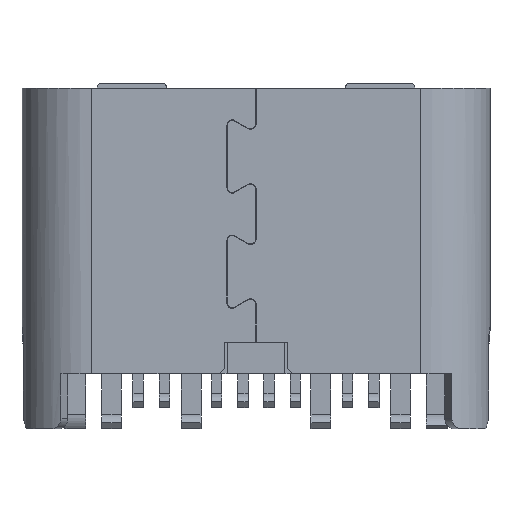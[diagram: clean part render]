
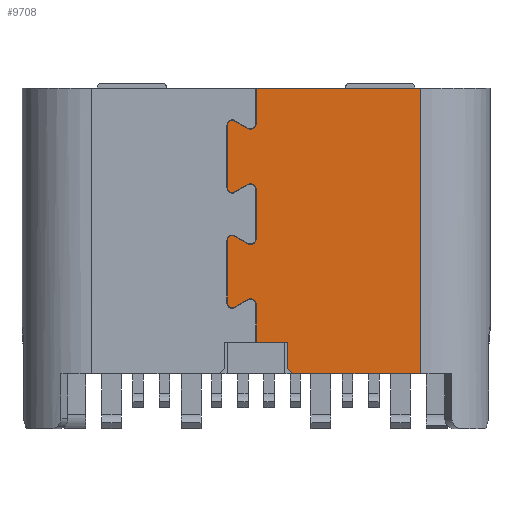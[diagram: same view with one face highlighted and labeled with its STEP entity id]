
A CAD part, front view. The second image highlights one B-rep face of the part: STEP entity #9708.
In plain terms, the highlighted planar face has unit normal (0, -1, 0).
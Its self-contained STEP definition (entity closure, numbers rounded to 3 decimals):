
#27=DIRECTION('',(0.,0.,-1.));
#28=VECTOR('',#27,0.721);
#29=CARTESIAN_POINT('',(0.005,-1.58,0.321));
#30=LINE('',#29,#28);
#39=CARTESIAN_POINT('',(-0.105,-1.58,0.321));
#40=DIRECTION('',(0.,-1.,0.));
#41=DIRECTION('',(1.,0.,0.));
#42=AXIS2_PLACEMENT_3D('',#39,#40,#41);
#44=DIRECTION('',(-0.866,0.,-0.5));
#45=VECTOR('',#44,0.289);
#46=CARTESIAN_POINT('',(-0.16,-1.58,0.416));
#47=LINE('',#46,#45);
#48=CARTESIAN_POINT('',(-0.455,-1.58,0.35));
#49=DIRECTION('',(0.,1.,0.));
#50=DIRECTION('',(0.5,0.,-0.866));
#51=AXIS2_PLACEMENT_3D('',#48,#49,#50);
#53=CARTESIAN_POINT('',(-0.455,-1.58,0.35));
#54=DIRECTION('',(0.,1.,0.));
#55=DIRECTION('',(0.,0.,-1.));
#56=AXIS2_PLACEMENT_3D('',#53,#54,#55);
#58=CARTESIAN_POINT('',(-0.455,-1.58,1.55));
#59=DIRECTION('',(0.,1.,0.));
#60=DIRECTION('',(-1.,0.,0.));
#61=AXIS2_PLACEMENT_3D('',#58,#59,#60);
#63=DIRECTION('',(0.866,0.,-0.5));
#64=VECTOR('',#63,0.289);
#65=CARTESIAN_POINT('',(-0.41,-1.58,1.628));
#66=LINE('',#65,#64);
#67=CARTESIAN_POINT('',(-0.105,-1.58,1.579));
#68=DIRECTION('',(0.,-1.,0.));
#69=DIRECTION('',(-0.5,0.,-0.866));
#70=AXIS2_PLACEMENT_3D('',#67,#68,#69);
#72=CARTESIAN_POINT('',(-0.105,-1.58,1.579));
#73=DIRECTION('',(0.,-1.,0.));
#74=DIRECTION('',(0.,0.,-1.));
#75=AXIS2_PLACEMENT_3D('',#72,#73,#74);
#77=CARTESIAN_POINT('',(-0.105,-1.58,2.521));
#78=DIRECTION('',(0.,-1.,0.));
#79=DIRECTION('',(1.,0.,0.));
#80=AXIS2_PLACEMENT_3D('',#77,#78,#79);
#82=DIRECTION('',(-0.866,0.,-0.5));
#83=VECTOR('',#82,0.289);
#84=CARTESIAN_POINT('',(-0.16,-1.58,2.616));
#85=LINE('',#84,#83);
#86=CARTESIAN_POINT('',(-0.455,-1.58,2.55));
#87=DIRECTION('',(0.,1.,0.));
#88=DIRECTION('',(0.5,0.,-0.866));
#89=AXIS2_PLACEMENT_3D('',#86,#87,#88);
#91=CARTESIAN_POINT('',(-0.455,-1.58,2.55));
#92=DIRECTION('',(0.,1.,0.));
#93=DIRECTION('',(0.,0.,-1.));
#94=AXIS2_PLACEMENT_3D('',#91,#92,#93);
#96=CARTESIAN_POINT('',(-0.455,-1.58,3.75));
#97=DIRECTION('',(0.,1.,0.));
#98=DIRECTION('',(-1.,0.,0.));
#99=AXIS2_PLACEMENT_3D('',#96,#97,#98);
#101=DIRECTION('',(0.866,0.,-0.5));
#102=VECTOR('',#101,0.289);
#103=CARTESIAN_POINT('',(-0.41,-1.58,3.828));
#104=LINE('',#103,#102);
#105=CARTESIAN_POINT('',(-0.105,-1.58,3.779));
#106=DIRECTION('',(0.,-1.,0.));
#107=DIRECTION('',(-0.5,0.,-0.866));
#108=AXIS2_PLACEMENT_3D('',#105,#106,#107);
#110=CARTESIAN_POINT('',(-0.105,-1.58,3.779));
#111=DIRECTION('',(0.,-1.,0.));
#112=DIRECTION('',(0.,0.,-1.));
#113=AXIS2_PLACEMENT_3D('',#110,#111,#112);
#115=DIRECTION('',(0.,0.,1.));
#116=VECTOR('',#115,0.671);
#117=CARTESIAN_POINT('',(0.005,-1.58,3.779));
#118=LINE('',#117,#116);
#119=DIRECTION('',(1.,0.,0.));
#120=VECTOR('',#119,3.135);
#121=CARTESIAN_POINT('',(0.005,-1.58,4.45));
#122=LINE('',#121,#120);
#123=DIRECTION('',(0.,0.,1.));
#124=VECTOR('',#123,0.9);
#125=CARTESIAN_POINT('',(3.14,-1.58,-1.));
#126=LINE('',#125,#124);
#127=DIRECTION('',(-1.,0.,0.));
#128=VECTOR('',#127,2.44);
#129=CARTESIAN_POINT('',(3.14,-1.58,-1.));
#130=LINE('',#129,#128);
#131=DIRECTION('',(0.707,0.,-0.707));
#132=VECTOR('',#131,0.141);
#133=CARTESIAN_POINT('',(0.6,-1.58,-0.9));
#134=LINE('',#133,#132);
#135=DIRECTION('',(-1.,0.,0.));
#136=VECTOR('',#135,0.595);
#137=CARTESIAN_POINT('',(0.6,-1.58,-0.4));
#138=LINE('',#137,#136);
#419=DIRECTION('',(0.,0.,-1.));
#420=VECTOR('',#419,0.5);
#421=CARTESIAN_POINT('',(0.6,-1.58,-0.4));
#422=LINE('',#421,#420);
#2071=DIRECTION('',(0.,0.,1.));
#2072=VECTOR('',#2071,1.2);
#2073=CARTESIAN_POINT('',(-0.545,-1.58,2.55));
#2074=LINE('',#2073,#2072);
#2099=DIRECTION('',(0.,0.,1.));
#2100=VECTOR('',#2099,0.942);
#2101=CARTESIAN_POINT('',(0.005,-1.58,1.579));
#2102=LINE('',#2101,#2100);
#2127=DIRECTION('',(0.,0.,1.));
#2128=VECTOR('',#2127,1.2);
#2129=CARTESIAN_POINT('',(-0.545,-1.58,0.35));
#2130=LINE('',#2129,#2128);
#2762=DIRECTION('',(0.,0.,1.));
#2763=VECTOR('',#2762,4.55);
#2764=CARTESIAN_POINT('',(3.14,-1.58,-0.1));
#2765=LINE('',#2764,#2763);
#7477=CARTESIAN_POINT('',(3.14,-1.58,4.45));
#7478=VERTEX_POINT('',#7477);
#7479=CARTESIAN_POINT('',(0.005,-1.58,4.45));
#7480=VERTEX_POINT('',#7479);
#7561=CARTESIAN_POINT('',(-0.41,-1.58,3.828));
#7562=VERTEX_POINT('',#7561);
#7563=CARTESIAN_POINT('',(-0.545,-1.58,3.75));
#7564=VERTEX_POINT('',#7563);
#7565=CARTESIAN_POINT('',(-0.16,-1.58,3.684));
#7566=VERTEX_POINT('',#7565);
#7567=CARTESIAN_POINT('',(-0.105,-1.58,3.669));
#7568=VERTEX_POINT('',#7567);
#7569=CARTESIAN_POINT('',(0.005,-1.58,3.779));
#7570=VERTEX_POINT('',#7569);
#7571=CARTESIAN_POINT('',(-0.545,-1.58,2.55));
#7572=VERTEX_POINT('',#7571);
#7573=CARTESIAN_POINT('',(-0.455,-1.58,2.46));
#7574=VERTEX_POINT('',#7573);
#7575=CARTESIAN_POINT('',(-0.41,-1.58,2.472));
#7576=VERTEX_POINT('',#7575);
#7577=CARTESIAN_POINT('',(-0.16,-1.58,2.616));
#7578=VERTEX_POINT('',#7577);
#7579=CARTESIAN_POINT('',(0.005,-1.58,1.579));
#7580=CARTESIAN_POINT('',(0.005,-1.58,2.521));
#7581=VERTEX_POINT('',#7579);
#7582=VERTEX_POINT('',#7580);
#7583=CARTESIAN_POINT('',(-0.105,-1.58,1.469));
#7584=VERTEX_POINT('',#7583);
#7585=CARTESIAN_POINT('',(-0.16,-1.58,1.484));
#7586=VERTEX_POINT('',#7585);
#7587=CARTESIAN_POINT('',(-0.41,-1.58,1.628));
#7588=VERTEX_POINT('',#7587);
#7589=CARTESIAN_POINT('',(-0.545,-1.58,0.35));
#7590=CARTESIAN_POINT('',(-0.545,-1.58,1.55));
#7591=VERTEX_POINT('',#7589);
#7592=VERTEX_POINT('',#7590);
#7593=CARTESIAN_POINT('',(-0.455,-1.58,0.26));
#7594=VERTEX_POINT('',#7593);
#7595=CARTESIAN_POINT('',(-0.41,-1.58,0.272));
#7596=VERTEX_POINT('',#7595);
#7597=CARTESIAN_POINT('',(-0.16,-1.58,0.416));
#7598=VERTEX_POINT('',#7597);
#7618=CARTESIAN_POINT('',(0.005,-1.58,0.321));
#7619=VERTEX_POINT('',#7618);
#9491=CARTESIAN_POINT('',(0.6,-1.58,-0.4));
#9492=VERTEX_POINT('',#9491);
#9499=CARTESIAN_POINT('',(3.14,-1.58,-1.));
#9500=CARTESIAN_POINT('',(3.14,-1.58,-0.1));
#9501=VERTEX_POINT('',#9499);
#9502=VERTEX_POINT('',#9500);
#9535=CARTESIAN_POINT('',(0.6,-1.58,-0.9));
#9536=CARTESIAN_POINT('',(0.7,-1.58,-1.));
#9537=VERTEX_POINT('',#9535);
#9538=VERTEX_POINT('',#9536);
#9567=CARTESIAN_POINT('',(0.005,-1.58,-0.4));
#9568=VERTEX_POINT('',#9567);
#9647=CARTESIAN_POINT('',(1.298,-1.58,1.875));
#9648=DIRECTION('',(0.,1.,0.));
#9649=DIRECTION('',(0.,0.,1.));
#9650=AXIS2_PLACEMENT_3D('',#9647,#9648,#9649);
#9651=PLANE('',#9650);
#9652=ORIENTED_EDGE('',*,*,#9631,.F.);
#9654=ORIENTED_EDGE('',*,*,#9653,.T.);
#9656=ORIENTED_EDGE('',*,*,#9655,.T.);
#9658=ORIENTED_EDGE('',*,*,#9657,.T.);
#9660=ORIENTED_EDGE('',*,*,#9659,.T.);
#9662=ORIENTED_EDGE('',*,*,#9661,.T.);
#9664=ORIENTED_EDGE('',*,*,#9663,.T.);
#9666=ORIENTED_EDGE('',*,*,#9665,.T.);
#9668=ORIENTED_EDGE('',*,*,#9667,.T.);
#9670=ORIENTED_EDGE('',*,*,#9669,.T.);
#9672=ORIENTED_EDGE('',*,*,#9671,.T.);
#9674=ORIENTED_EDGE('',*,*,#9673,.T.);
#9676=ORIENTED_EDGE('',*,*,#9675,.T.);
#9678=ORIENTED_EDGE('',*,*,#9677,.T.);
#9680=ORIENTED_EDGE('',*,*,#9679,.T.);
#9682=ORIENTED_EDGE('',*,*,#9681,.T.);
#9684=ORIENTED_EDGE('',*,*,#9683,.T.);
#9686=ORIENTED_EDGE('',*,*,#9685,.T.);
#9688=ORIENTED_EDGE('',*,*,#9687,.T.);
#9690=ORIENTED_EDGE('',*,*,#9689,.T.);
#9692=ORIENTED_EDGE('',*,*,#9691,.T.);
#9694=ORIENTED_EDGE('',*,*,#9693,.T.);
#9696=ORIENTED_EDGE('',*,*,#9695,.F.);
#9698=ORIENTED_EDGE('',*,*,#9697,.F.);
#9700=ORIENTED_EDGE('',*,*,#9699,.T.);
#9702=ORIENTED_EDGE('',*,*,#9701,.F.);
#9704=ORIENTED_EDGE('',*,*,#9703,.F.);
#9705=ORIENTED_EDGE('',*,*,#9594,.T.);
#9706=EDGE_LOOP('',(#9652,#9654,#9656,#9658,#9660,#9662,#9664,#9666,#9668,#9670,
#9672,#9674,#9676,#9678,#9680,#9682,#9684,#9686,#9688,#9690,#9692,#9694,#9696,
#9698,#9700,#9702,#9704,#9705));
#9707=FACE_OUTER_BOUND('',#9706,.F.);
#43=CIRCLE('',#42,0.11);
#52=CIRCLE('',#51,0.09);
#57=CIRCLE('',#56,0.09);
#62=CIRCLE('',#61,0.09);
#71=CIRCLE('',#70,0.11);
#76=CIRCLE('',#75,0.11);
#81=CIRCLE('',#80,0.11);
#90=CIRCLE('',#89,0.09);
#95=CIRCLE('',#94,0.09);
#100=CIRCLE('',#99,0.09);
#109=CIRCLE('',#108,0.11);
#114=CIRCLE('',#113,0.11);
#9594=EDGE_CURVE('',#9492,#9568,#138,.T.);
#9631=EDGE_CURVE('',#7619,#9568,#30,.T.);
#9653=EDGE_CURVE('',#7619,#7598,#43,.T.);
#9655=EDGE_CURVE('',#7598,#7596,#47,.T.);
#9657=EDGE_CURVE('',#7596,#7594,#52,.T.);
#9659=EDGE_CURVE('',#7594,#7591,#57,.T.);
#9661=EDGE_CURVE('',#7591,#7592,#2130,.T.);
#9663=EDGE_CURVE('',#7592,#7588,#62,.T.);
#9665=EDGE_CURVE('',#7588,#7586,#66,.T.);
#9667=EDGE_CURVE('',#7586,#7584,#71,.T.);
#9669=EDGE_CURVE('',#7584,#7581,#76,.T.);
#9671=EDGE_CURVE('',#7581,#7582,#2102,.T.);
#9673=EDGE_CURVE('',#7582,#7578,#81,.T.);
#9675=EDGE_CURVE('',#7578,#7576,#85,.T.);
#9677=EDGE_CURVE('',#7576,#7574,#90,.T.);
#9679=EDGE_CURVE('',#7574,#7572,#95,.T.);
#9681=EDGE_CURVE('',#7572,#7564,#2074,.T.);
#9683=EDGE_CURVE('',#7564,#7562,#100,.T.);
#9685=EDGE_CURVE('',#7562,#7566,#104,.T.);
#9687=EDGE_CURVE('',#7566,#7568,#109,.T.);
#9689=EDGE_CURVE('',#7568,#7570,#114,.T.);
#9691=EDGE_CURVE('',#7570,#7480,#118,.T.);
#9693=EDGE_CURVE('',#7480,#7478,#122,.T.);
#9695=EDGE_CURVE('',#9502,#7478,#2765,.T.);
#9697=EDGE_CURVE('',#9501,#9502,#126,.T.);
#9699=EDGE_CURVE('',#9501,#9538,#130,.T.);
#9701=EDGE_CURVE('',#9537,#9538,#134,.T.);
#9703=EDGE_CURVE('',#9492,#9537,#422,.T.);
#9708=ADVANCED_FACE('',(#9707),#9651,.F.);
